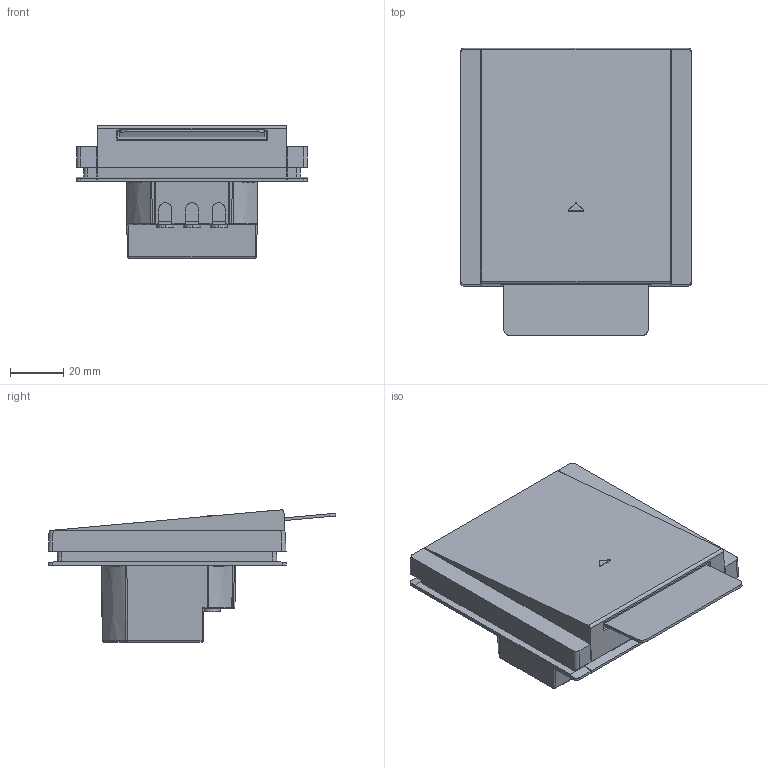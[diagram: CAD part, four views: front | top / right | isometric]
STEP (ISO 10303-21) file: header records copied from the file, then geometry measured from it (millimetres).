
FILE_DESCRIPTION (( 'STEP AP214' ), '1' );
FILE_NAME ('êàðòî÷íûé âûêëþ÷àòåëü.STEP', '2025-03-11T09:31:10', ( '' ), ( '' ), 'SwSTEP 2.0', 'SolidWorks 2022', '' );
FILE_SCHEMA (( 'AUTOMOTIVE_DESIGN' ));
Length unit declared in the file: millimetre
Products named in the file (1): карточный выключатель
Bounding box: 86.46 x 107.68 x 49.49 mm (x, y, z)
Volume: 175974.5 mm3; surface area: 42532.7 mm2
Topology: 1 solids, 61 shells, 1645 faces, 4400 edges, 2888 vertices
Faces by surface type: plane 1146, cylinder 364, cone 71, bspline 40, sphere 20, torus 4
Entity records: 51581 total; most frequent: CARTESIAN_POINT 11800, ORIENTED_EDGE 8800, DIRECTION 7567, EDGE_CURVE 4400, LINE 3061, VECTOR 3061, VERTEX_POINT 2888, AXIS2_PLACEMENT_3D 2253
